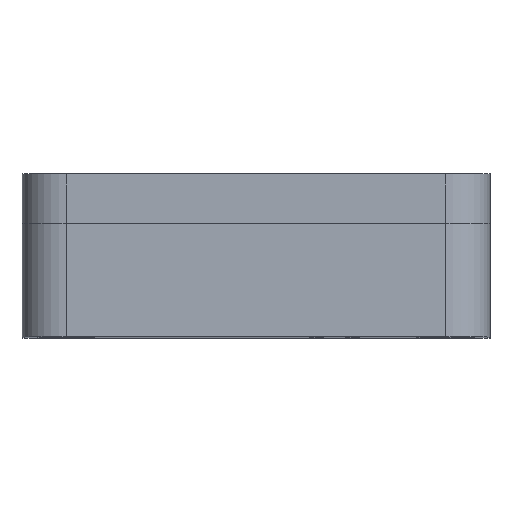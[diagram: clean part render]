
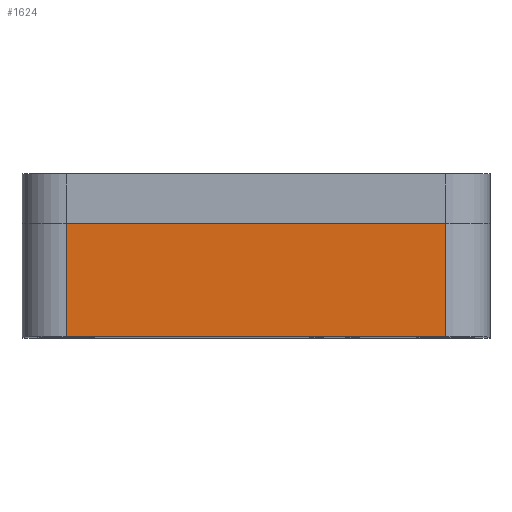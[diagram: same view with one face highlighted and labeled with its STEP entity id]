
A CAD part, top view. The second image highlights one B-rep face of the part: STEP entity #1624.
In plain terms, the highlighted planar face has unit normal (0, 0, 1).
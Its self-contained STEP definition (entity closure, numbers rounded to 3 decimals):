
#85=PLANE('',#1747);
#157=FACE_OUTER_BOUND('',#254,.T.);
#254=EDGE_LOOP('',(#1342,#1343,#1344,#1345));
#420=LINE('',#2560,#584);
#431=LINE('',#2597,#595);
#432=LINE('',#2600,#596);
#433=LINE('',#2601,#597);
#584=VECTOR('',#2063,10.);
#595=VECTOR('',#2108,10.);
#596=VECTOR('',#2111,10.);
#597=VECTOR('',#2112,10.);
#794=VERTEX_POINT('',#2557);
#795=VERTEX_POINT('',#2559);
#804=VERTEX_POINT('',#2595);
#805=VERTEX_POINT('',#2599);
#987=EDGE_CURVE('',#794,#795,#420,.T.);
#1006=EDGE_CURVE('',#804,#794,#431,.T.);
#1007=EDGE_CURVE('',#805,#804,#432,.T.);
#1008=EDGE_CURVE('',#795,#805,#433,.T.);
#1342=ORIENTED_EDGE('',*,*,#1006,.F.);
#1343=ORIENTED_EDGE('',*,*,#1007,.F.);
#1344=ORIENTED_EDGE('',*,*,#1008,.F.);
#1345=ORIENTED_EDGE('',*,*,#987,.F.);
#1624=ADVANCED_FACE('',(#157),#85,.T.);
#1747=AXIS2_PLACEMENT_3D('',#2598,#2109,#2110);
#2063=DIRECTION('',(1.,0.,0.));
#2108=DIRECTION('',(0.,1.,0.));
#2109=DIRECTION('center_axis',(0.,0.,1.));
#2110=DIRECTION('ref_axis',(-1.,0.,0.));
#2111=DIRECTION('',(-1.,0.,0.));
#2112=DIRECTION('',(0.,-1.,0.));
#2557=CARTESIAN_POINT('',(-16.398,5.,28.89));
#2559=CARTESIAN_POINT('',(10.353,5.,28.89));
#2560=CARTESIAN_POINT('',(13.478,5.,28.89));
#2595=CARTESIAN_POINT('',(-16.398,-3.,28.89));
#2597=CARTESIAN_POINT('',(-16.398,0.,28.89));
#2598=CARTESIAN_POINT('Origin',(10.353,0.,28.89));
#2599=CARTESIAN_POINT('',(10.353,-3.,28.89));
#2600=CARTESIAN_POINT('',(13.478,-3.,28.89));
#2601=CARTESIAN_POINT('',(10.353,0.,28.89));
